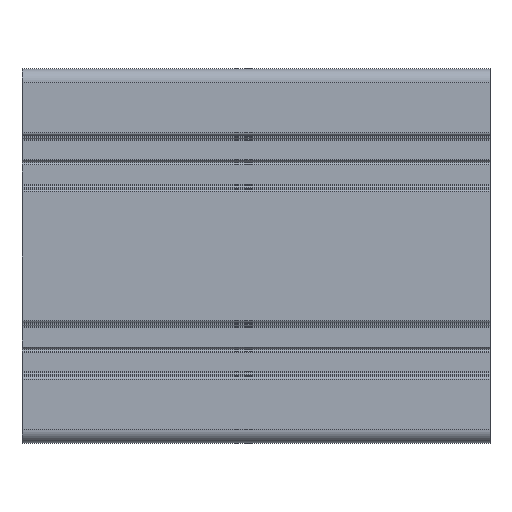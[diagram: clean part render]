
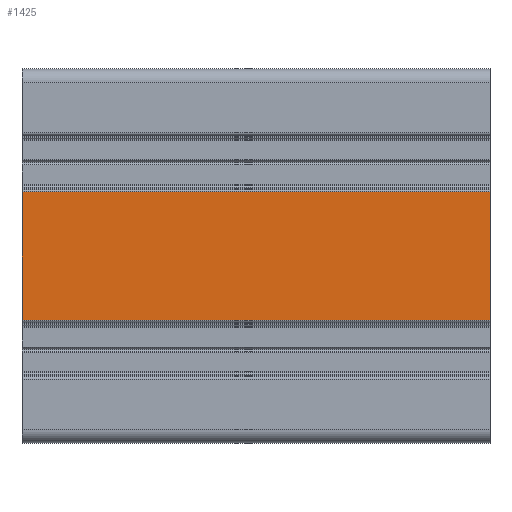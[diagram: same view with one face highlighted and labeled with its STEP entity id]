
A CAD part, front view. The second image highlights one B-rep face of the part: STEP entity #1425.
In plain terms, the highlighted planar face has unit normal (0, -1, 0).
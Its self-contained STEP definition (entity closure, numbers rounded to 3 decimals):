
#76 = VERTEX_POINT ( 'NONE', #12040 ) ;
#398 = ORIENTED_EDGE ( 'NONE', *, *, #10663, .T. ) ;
#709 = DIRECTION ( 'NONE',  ( 0., 1., 0. ) ) ;
#792 = VECTOR ( 'NONE', #3995, 1000. ) ;
#799 = PLANE ( 'NONE',  #12262 ) ;
#867 = CARTESIAN_POINT ( 'NONE',  ( -40.816, 34.898, -13.7 ) ) ;
#1425 = ADVANCED_FACE ( 'NONE', ( #7818 ), #799, .F. ) ;
#1813 = VERTEX_POINT ( 'NONE', #4593 ) ;
#1832 = DIRECTION ( 'NONE',  ( 0., 0., -1. ) ) ;
#2375 = VECTOR ( 'NONE', #11735, 1000. ) ;
#3097 = LINE ( 'NONE', #7928, #792 ) ;
#3682 = DIRECTION ( 'NONE',  ( 0., 0., 1. ) ) ;
#3995 = DIRECTION ( 'NONE',  ( 0., 0., -1. ) ) ;
#4092 = ORIENTED_EDGE ( 'NONE', *, *, #8645, .T. ) ;
#4100 = EDGE_CURVE ( 'NONE', #76, #1813, #4639, .T. ) ;
#4434 = DIRECTION ( 'NONE',  ( -1., 0., 0. ) ) ;
#4593 = CARTESIAN_POINT ( 'NONE',  ( -40.816, 34.898, -13.7 ) ) ;
#4639 = LINE ( 'NONE', #10471, #7442 ) ;
#5010 = VERTEX_POINT ( 'NONE', #6623 ) ;
#5056 = EDGE_LOOP ( 'NONE', ( #398, #11485, #8407, #4092 ) ) ;
#5244 = EDGE_CURVE ( 'NONE', #10015, #76, #3097, .T. ) ;
#6623 = CARTESIAN_POINT ( 'NONE',  ( -40.816, 34.898, 13.7 ) ) ;
#7442 = VECTOR ( 'NONE', #4434, 1000. ) ;
#7710 = CARTESIAN_POINT ( 'NONE',  ( 59.184, 34.898, 13.7 ) ) ;
#7818 = FACE_OUTER_BOUND ( 'NONE', #5056, .T. ) ;
#7928 = CARTESIAN_POINT ( 'NONE',  ( 59.184, 34.898, -13.7 ) ) ;
#8407 = ORIENTED_EDGE ( 'NONE', *, *, #5244, .F. ) ;
#8645 = EDGE_CURVE ( 'NONE', #10015, #5010, #10700, .T. ) ;
#10015 = VERTEX_POINT ( 'NONE', #10108 ) ;
#10108 = CARTESIAN_POINT ( 'NONE',  ( 59.184, 34.898, 13.7 ) ) ;
#10471 = CARTESIAN_POINT ( 'NONE',  ( 59.184, 34.898, -13.7 ) ) ;
#10475 = VECTOR ( 'NONE', #1832, 1000. ) ;
#10534 = CARTESIAN_POINT ( 'NONE',  ( 59.184, 34.898, -13.7 ) ) ;
#10663 = EDGE_CURVE ( 'NONE', #5010, #1813, #12033, .T. ) ;
#10700 = LINE ( 'NONE', #7710, #2375 ) ;
#11485 = ORIENTED_EDGE ( 'NONE', *, *, #4100, .F. ) ;
#11735 = DIRECTION ( 'NONE',  ( -1., 0., 0. ) ) ;
#12033 = LINE ( 'NONE', #867, #10475 ) ;
#12040 = CARTESIAN_POINT ( 'NONE',  ( 59.184, 34.898, -13.7 ) ) ;
#12262 = AXIS2_PLACEMENT_3D ( 'NONE', #10534, #709, #3682 ) ;
